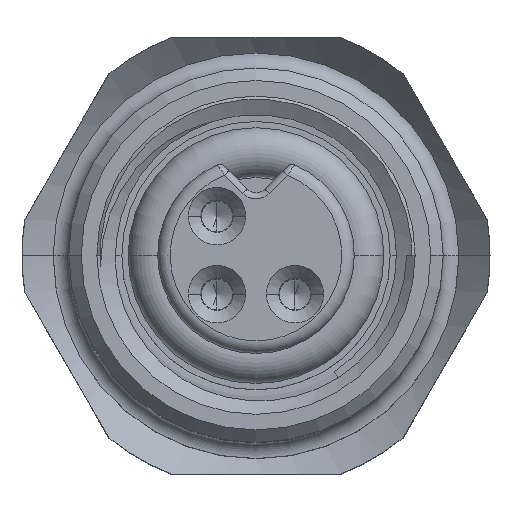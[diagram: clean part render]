
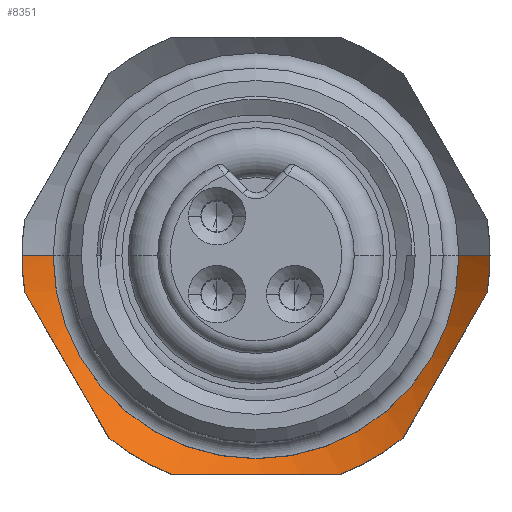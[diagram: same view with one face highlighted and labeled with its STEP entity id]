
A CAD part, top view. The second image highlights one B-rep face of the part: STEP entity #8351.
In plain terms, the highlighted conical face has half-angle 45 degrees and reference radius 3.5 mm.
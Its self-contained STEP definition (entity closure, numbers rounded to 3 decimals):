
#3299=CARTESIAN_POINT('',(0.,0.,-2.3));
#3300=DIRECTION('',(0.,0.,-1.));
#3301=DIRECTION('',(1.,0.,0.));
#3302=AXIS2_PLACEMENT_3D('',#3299,#3300,#3301);
#3318=CARTESIAN_POINT('',(3.704,-0.584,-2.3));
#3319=CARTESIAN_POINT('',(3.637,-0.7,
-2.348));
#3320=CARTESIAN_POINT('',(3.505,-0.929,
-2.43));
#3321=CARTESIAN_POINT('',(3.314,-1.26,
-2.511));
#3322=CARTESIAN_POINT('',(3.125,-1.587,
-2.552));
#3323=CARTESIAN_POINT('',(2.937,-1.913,
-2.552));
#3324=CARTESIAN_POINT('',(2.748,-2.24,
-2.511));
#3325=CARTESIAN_POINT('',(2.557,-2.571,
-2.43));
#3326=CARTESIAN_POINT('',(2.425,-2.8,
-2.348));
#3327=CARTESIAN_POINT('',(2.358,-2.916,-2.3));
#3337=CARTESIAN_POINT('',(0.,0.,-2.3));
#3338=DIRECTION('',(0.,0.,-1.));
#3339=DIRECTION('',(0.629,-0.778,0.));
#3340=AXIS2_PLACEMENT_3D('',#3337,#3338,#3339);
#3351=CARTESIAN_POINT('',(1.346,-3.5,-2.3));
#3352=CARTESIAN_POINT('',(1.212,-3.5,-2.348));
#3353=CARTESIAN_POINT('',(0.948,-3.5,-2.43));
#3354=CARTESIAN_POINT('',(0.565,-3.5,-2.511));
#3355=CARTESIAN_POINT('',(0.188,-3.5,-2.552));
#3356=CARTESIAN_POINT('',(-0.188,-3.5,-2.552));
#3357=CARTESIAN_POINT('',(-0.566,-3.5,-2.511));
#3358=CARTESIAN_POINT('',(-0.948,-3.5,-2.43));
#3359=CARTESIAN_POINT('',(-1.212,-3.5,-2.348));
#3360=CARTESIAN_POINT('',(-1.346,-3.5,-2.3));
#3370=CARTESIAN_POINT('',(0.,0.,-2.3));
#3371=DIRECTION('',(0.,0.,-1.));
#3372=DIRECTION('',(-0.359,-0.933,0.));
#3373=AXIS2_PLACEMENT_3D('',#3370,#3371,#3372);
#3384=CARTESIAN_POINT('',(-2.358,-2.916,-2.3));
#3385=CARTESIAN_POINT('',(-2.425,-2.8,
-2.348));
#3386=CARTESIAN_POINT('',(-2.557,-2.571,
-2.43));
#3387=CARTESIAN_POINT('',(-2.748,-2.24,
-2.511));
#3388=CARTESIAN_POINT('',(-2.937,-1.913,
-2.552));
#3389=CARTESIAN_POINT('',(-3.125,-1.587,
-2.552));
#3390=CARTESIAN_POINT('',(-3.314,-1.26,
-2.511));
#3391=CARTESIAN_POINT('',(-3.505,-0.929,
-2.43));
#3392=CARTESIAN_POINT('',(-3.637,-0.7,
-2.348));
#3393=CARTESIAN_POINT('',(-3.704,-0.584,-2.3));
#3403=CARTESIAN_POINT('',(0.,0.,-2.3));
#3404=DIRECTION('',(0.,0.,-1.));
#3405=DIRECTION('',(-0.988,-0.156,0.));
#3406=AXIS2_PLACEMENT_3D('',#3403,#3404,#3405);
#4821=CARTESIAN_POINT('',(0.,0.,-2.8));
#4822=DIRECTION('',(0.,0.,-1.));
#4823=DIRECTION('',(1.,0.,0.));
#4824=AXIS2_PLACEMENT_3D('',#4821,#4822,#4823);
#4831=DIRECTION('',(0.707,0.,0.707));
#4832=VECTOR('',#4831,0.707);
#4833=CARTESIAN_POINT('',(3.25,0.,-2.8));
#4834=LINE('',#4833,#4832);
#4835=DIRECTION('',(-0.707,0.,0.707));
#4836=VECTOR('',#4835,0.707);
#4837=CARTESIAN_POINT('',(-3.25,0.,-2.8));
#4838=LINE('',#4837,#4836);
#5236=CARTESIAN_POINT('',(3.25,0.,-2.8));
#5237=CARTESIAN_POINT('',(-3.25,0.,-2.8));
#5238=VERTEX_POINT('',#5236);
#5239=VERTEX_POINT('',#5237);
#5245=CARTESIAN_POINT('',(3.75,0.,-2.3));
#5246=CARTESIAN_POINT('',(3.704,-0.584,-2.3));
#5247=VERTEX_POINT('',#5245);
#5248=VERTEX_POINT('',#5246);
#5249=VERTEX_POINT('',#3327);
#5250=CARTESIAN_POINT('',(1.346,-3.5,-2.3));
#5251=VERTEX_POINT('',#5250);
#5252=VERTEX_POINT('',#3360);
#5253=CARTESIAN_POINT('',(-2.358,-2.916,-2.3));
#5254=VERTEX_POINT('',#5253);
#5255=VERTEX_POINT('',#3393);
#5256=CARTESIAN_POINT('',(-3.75,0.,-2.3));
#5257=VERTEX_POINT('',#5256);
#8331=CARTESIAN_POINT('',(0.,0.,-2.55));
#8332=DIRECTION('',(0.,0.,1.));
#8333=DIRECTION('',(-1.,0.,0.));
#8334=AXIS2_PLACEMENT_3D('',#8331,#8332,#8333);
#8335=CONICAL_SURFACE('',#8334,3.5,45.);
#8337=ORIENTED_EDGE('',*,*,#8336,.T.);
#8339=ORIENTED_EDGE('',*,*,#8338,.T.);
#8340=ORIENTED_EDGE('',*,*,#5621,.F.);
#8341=ORIENTED_EDGE('',*,*,#5606,.F.);
#8342=ORIENTED_EDGE('',*,*,#5591,.F.);
#8343=ORIENTED_EDGE('',*,*,#5576,.F.);
#8344=ORIENTED_EDGE('',*,*,#5561,.F.);
#8345=ORIENTED_EDGE('',*,*,#5546,.F.);
#8346=ORIENTED_EDGE('',*,*,#5529,.F.);
#8348=ORIENTED_EDGE('',*,*,#8347,.F.);
#8349=EDGE_LOOP('',(#8337,#8339,#8340,#8341,#8342,#8343,#8344,#8345,#8346,
#8348));
#8350=FACE_OUTER_BOUND('',#8349,.F.);
#3303=CIRCLE('',#3302,3.75);
#3328=B_SPLINE_CURVE_WITH_KNOTS('',3,(#3318,#3319,#3320,#3321,#3322,#3323,#3324,
#3325,#3326,#3327),.UNSPECIFIED.,.F.,.F.,(4,1,1,1,1,1,1,4),(0.,
0.143,0.286,0.429,0.571,
0.714,0.857,1.),.UNSPECIFIED.);
#3341=CIRCLE('',#3340,3.75);
#3361=B_SPLINE_CURVE_WITH_KNOTS('',3,(#3351,#3352,#3353,#3354,#3355,#3356,#3357,
#3358,#3359,#3360),.UNSPECIFIED.,.F.,.F.,(4,1,1,1,1,1,1,4),(0.,
0.143,0.286,0.429,0.571,
0.714,0.857,1.),.UNSPECIFIED.);
#3374=CIRCLE('',#3373,3.75);
#3394=B_SPLINE_CURVE_WITH_KNOTS('',3,(#3384,#3385,#3386,#3387,#3388,#3389,#3390,
#3391,#3392,#3393),.UNSPECIFIED.,.F.,.F.,(4,1,1,1,1,1,1,4),(0.,
0.143,0.286,0.429,0.571,
0.714,0.857,1.),.UNSPECIFIED.);
#3407=CIRCLE('',#3406,3.75);
#4825=CIRCLE('',#4824,3.25);
#5529=EDGE_CURVE('',#5247,#5248,#3303,.T.);
#5546=EDGE_CURVE('',#5248,#5249,#3328,.T.);
#5561=EDGE_CURVE('',#5249,#5251,#3341,.T.);
#5576=EDGE_CURVE('',#5251,#5252,#3361,.T.);
#5591=EDGE_CURVE('',#5252,#5254,#3374,.T.);
#5606=EDGE_CURVE('',#5254,#5255,#3394,.T.);
#5621=EDGE_CURVE('',#5255,#5257,#3407,.T.);
#8336=EDGE_CURVE('',#5238,#5239,#4825,.T.);
#8338=EDGE_CURVE('',#5239,#5257,#4838,.T.);
#8347=EDGE_CURVE('',#5238,#5247,#4834,.T.);
#8351=ADVANCED_FACE('',(#8350),#8335,.T.);
